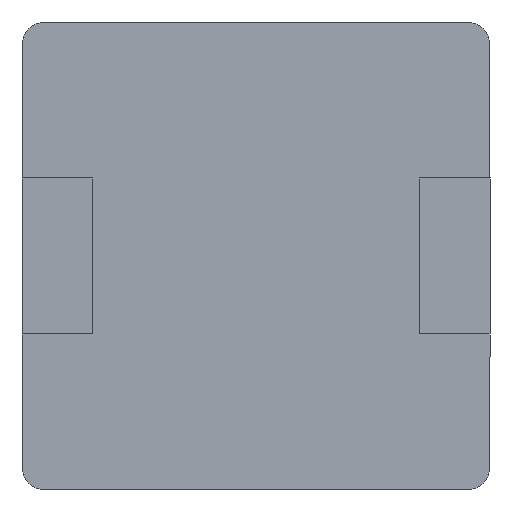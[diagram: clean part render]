
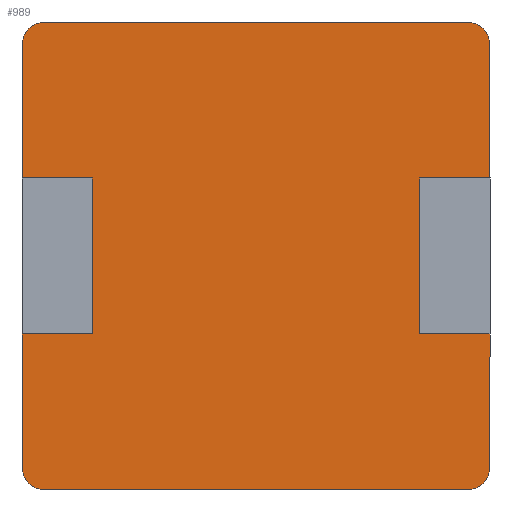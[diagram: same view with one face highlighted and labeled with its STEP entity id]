
A CAD part, front view. The second image highlights one B-rep face of the part: STEP entity #989.
In plain terms, the highlighted planar face has unit normal (0, -1, 0).
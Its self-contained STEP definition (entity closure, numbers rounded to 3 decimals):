
#50 = AXIS2_PLACEMENT_3D ( 'NONE', #65, #1397, #225 ) ;
#55 = CARTESIAN_POINT ( 'NONE',  ( 2.7, 0., 3. ) ) ;
#65 = CARTESIAN_POINT ( 'NONE',  ( 2.7, 0., 2.7 ) ) ;
#70 = LINE ( 'NONE', #2032, #118 ) ;
#118 = VECTOR ( 'NONE', #189, 1000. ) ;
#133 = DIRECTION ( 'NONE',  ( 0., 0., 1. ) ) ;
#134 = EDGE_CURVE ( 'NONE', #1199, #1650, #204, .T. ) ;
#141 = ORIENTED_EDGE ( 'NONE', *, *, #666, .F. ) ;
#145 = DIRECTION ( 'NONE',  ( 1., 0., 0. ) ) ;
#154 = AXIS2_PLACEMENT_3D ( 'NONE', #178, #1164, #994 ) ;
#178 = CARTESIAN_POINT ( 'NONE',  ( -2.7, 0., 2.7 ) ) ;
#188 = ORIENTED_EDGE ( 'NONE', *, *, #432, .T. ) ;
#189 = DIRECTION ( 'NONE',  ( 0., 0., -1. ) ) ;
#204 = LINE ( 'NONE', #942, #636 ) ;
#225 = DIRECTION ( 'NONE',  ( 0., 0., -1. ) ) ;
#268 = FACE_OUTER_BOUND ( 'NONE', #1638, .T. ) ;
#277 = VECTOR ( 'NONE', #850, 1000. ) ;
#293 = DIRECTION ( 'NONE',  ( 0., 0., 1. ) ) ;
#300 = CARTESIAN_POINT ( 'NONE',  ( -2.7, 0., -3. ) ) ;
#322 = CIRCLE ( 'NONE', #829, 0.3 ) ;
#331 = VECTOR ( 'NONE', #948, 1000. ) ;
#371 = CARTESIAN_POINT ( 'NONE',  ( -2.1, 0., -1. ) ) ;
#373 = CARTESIAN_POINT ( 'NONE',  ( -3., 0., -3. ) ) ;
#411 = VECTOR ( 'NONE', #133, 1000. ) ;
#421 = CARTESIAN_POINT ( 'NONE',  ( -2.7, 0., 3. ) ) ;
#432 = EDGE_CURVE ( 'NONE', #2094, #1650, #1518, .T. ) ;
#451 = CARTESIAN_POINT ( 'NONE',  ( -3., 0., 3. ) ) ;
#453 = ORIENTED_EDGE ( 'NONE', *, *, #1722, .F. ) ;
#474 = ORIENTED_EDGE ( 'NONE', *, *, #1581, .F. ) ;
#476 = CARTESIAN_POINT ( 'NONE',  ( -3., 0., -2.7 ) ) ;
#479 = VERTEX_POINT ( 'NONE', #665 ) ;
#487 = VECTOR ( 'NONE', #1118, 1000. ) ;
#504 = DIRECTION ( 'NONE',  ( -1., 0., 0. ) ) ;
#512 = CARTESIAN_POINT ( 'NONE',  ( -3., 0., 2.7 ) ) ;
#559 = LINE ( 'NONE', #451, #1673 ) ;
#603 = DIRECTION ( 'NONE',  ( 1., 0., 0. ) ) ;
#620 = DIRECTION ( 'NONE',  ( 0., -1., 0. ) ) ;
#621 = CARTESIAN_POINT ( 'NONE',  ( -3., 0., -3. ) ) ;
#636 = VECTOR ( 'NONE', #293, 1000. ) ;
#639 = ORIENTED_EDGE ( 'NONE', *, *, #1534, .F. ) ;
#647 = DIRECTION ( 'NONE',  ( 0., 0., -1. ) ) ;
#665 = CARTESIAN_POINT ( 'NONE',  ( 3., 0., 2.7 ) ) ;
#666 = EDGE_CURVE ( 'NONE', #479, #1587, #1366, .T. ) ;
#679 = EDGE_CURVE ( 'NONE', #1189, #848, #1996, .T. ) ;
#687 = VERTEX_POINT ( 'NONE', #1951 ) ;
#719 = EDGE_CURVE ( 'NONE', #1778, #1678, #833, .T. ) ;
#720 = AXIS2_PLACEMENT_3D ( 'NONE', #2044, #1363, #864 ) ;
#735 = CARTESIAN_POINT ( 'NONE',  ( 3., 0., -2.7 ) ) ;
#757 = EDGE_CURVE ( 'NONE', #2094, #1458, #559, .T. ) ;
#778 = VECTOR ( 'NONE', #504, 1000. ) ;
#805 = CARTESIAN_POINT ( 'NONE',  ( 2.7, 0., -2.7 ) ) ;
#818 = ORIENTED_EDGE ( 'NONE', *, *, #719, .F. ) ;
#829 = AXIS2_PLACEMENT_3D ( 'NONE', #805, #1821, #647 ) ;
#833 = LINE ( 'NONE', #1611, #411 ) ;
#842 = CARTESIAN_POINT ( 'NONE',  ( 3., 0., 1. ) ) ;
#843 = VERTEX_POINT ( 'NONE', #2071 ) ;
#848 = VERTEX_POINT ( 'NONE', #300 ) ;
#850 = DIRECTION ( 'NONE',  ( 0., 0., 1. ) ) ;
#864 = DIRECTION ( 'NONE',  ( 0., 0., -1. ) ) ;
#869 = EDGE_CURVE ( 'NONE', #1740, #687, #1510, .T. ) ;
#942 = CARTESIAN_POINT ( 'NONE',  ( -3., 0., 3. ) ) ;
#948 = DIRECTION ( 'NONE',  ( -1., 0., 0. ) ) ;
#989 = ADVANCED_FACE ( 'NONE', ( #268 ), #1377, .T. ) ;
#994 = DIRECTION ( 'NONE',  ( 0., 0., -1. ) ) ;
#1000 = LINE ( 'NONE', #621, #1135 ) ;
#1041 = ORIENTED_EDGE ( 'NONE', *, *, #1122, .T. ) ;
#1061 = VECTOR ( 'NONE', #145, 1000. ) ;
#1108 = DIRECTION ( 'NONE',  ( 0., 0., -1. ) ) ;
#1118 = DIRECTION ( 'NONE',  ( 0., 0., -1. ) ) ;
#1122 = EDGE_CURVE ( 'NONE', #1297, #2049, #322, .T. ) ;
#1135 = VECTOR ( 'NONE', #2119, 1000. ) ;
#1159 = CARTESIAN_POINT ( 'NONE',  ( -2.1, 0., 1. ) ) ;
#1164 = DIRECTION ( 'NONE',  ( 0., -1., 0. ) ) ;
#1189 = VERTEX_POINT ( 'NONE', #476 ) ;
#1199 = VERTEX_POINT ( 'NONE', #1954 ) ;
#1221 = CARTESIAN_POINT ( 'NONE',  ( 3., 0., -1. ) ) ;
#1227 = CIRCLE ( 'NONE', #50, 0.3 ) ;
#1237 = AXIS2_PLACEMENT_3D ( 'NONE', #1789, #620, #1615 ) ;
#1240 = EDGE_CURVE ( 'NONE', #1297, #848, #1000, .T. ) ;
#1254 = EDGE_CURVE ( 'NONE', #2024, #1740, #1400, .T. ) ;
#1265 = VECTOR ( 'NONE', #1108, 1000. ) ;
#1297 = VERTEX_POINT ( 'NONE', #1949 ) ;
#1298 = CARTESIAN_POINT ( 'NONE',  ( 2.1, 0., -1. ) ) ;
#1304 = CARTESIAN_POINT ( 'NONE',  ( -2.1, 0., 1. ) ) ;
#1338 = LINE ( 'NONE', #373, #277 ) ;
#1363 = DIRECTION ( 'NONE',  ( 0., -1., 0. ) ) ;
#1366 = LINE ( 'NONE', #1631, #487 ) ;
#1377 = PLANE ( 'NONE',  #720 ) ;
#1397 = DIRECTION ( 'NONE',  ( 0., -1., 0. ) ) ;
#1400 = LINE ( 'NONE', #1453, #1265 ) ;
#1429 = ORIENTED_EDGE ( 'NONE', *, *, #1240, .F. ) ;
#1439 = ORIENTED_EDGE ( 'NONE', *, *, #134, .F. ) ;
#1445 = ORIENTED_EDGE ( 'NONE', *, *, #1254, .F. ) ;
#1453 = CARTESIAN_POINT ( 'NONE',  ( 2.1, 0., -1. ) ) ;
#1458 = VERTEX_POINT ( 'NONE', #55 ) ;
#1462 = EDGE_CURVE ( 'NONE', #479, #1458, #1227, .T. ) ;
#1510 = LINE ( 'NONE', #1221, #1061 ) ;
#1518 = CIRCLE ( 'NONE', #154, 0.3 ) ;
#1519 = CARTESIAN_POINT ( 'NONE',  ( 2.1, 0., 1. ) ) ;
#1534 = EDGE_CURVE ( 'NONE', #687, #2049, #70, .T. ) ;
#1553 = ORIENTED_EDGE ( 'NONE', *, *, #1878, .F. ) ;
#1581 = EDGE_CURVE ( 'NONE', #1189, #843, #1338, .T. ) ;
#1587 = VERTEX_POINT ( 'NONE', #842 ) ;
#1611 = CARTESIAN_POINT ( 'NONE',  ( -2.1, 0., -1. ) ) ;
#1615 = DIRECTION ( 'NONE',  ( 0., 0., -1. ) ) ;
#1616 = ORIENTED_EDGE ( 'NONE', *, *, #1462, .T. ) ;
#1631 = CARTESIAN_POINT ( 'NONE',  ( 3., 0., 3. ) ) ;
#1638 = EDGE_LOOP ( 'NONE', ( #474, #1803, #1429, #1041, #639, #1750, #1445, #2158, #141, #1616, #2114, #188, #1439, #453, #818, #1553 ) ) ;
#1649 = DIRECTION ( 'NONE',  ( 1., 0., 0. ) ) ;
#1650 = VERTEX_POINT ( 'NONE', #512 ) ;
#1662 = EDGE_CURVE ( 'NONE', #1587, #2024, #2154, .T. ) ;
#1673 = VECTOR ( 'NONE', #603, 1000. ) ;
#1678 = VERTEX_POINT ( 'NONE', #1159 ) ;
#1722 = EDGE_CURVE ( 'NONE', #1678, #1199, #1752, .T. ) ;
#1740 = VERTEX_POINT ( 'NONE', #1298 ) ;
#1750 = ORIENTED_EDGE ( 'NONE', *, *, #869, .F. ) ;
#1752 = LINE ( 'NONE', #1304, #331 ) ;
#1778 = VERTEX_POINT ( 'NONE', #371 ) ;
#1789 = CARTESIAN_POINT ( 'NONE',  ( -2.7, 0., -2.7 ) ) ;
#1803 = ORIENTED_EDGE ( 'NONE', *, *, #679, .T. ) ;
#1821 = DIRECTION ( 'NONE',  ( 0., -1., 0. ) ) ;
#1834 = LINE ( 'NONE', #1973, #1888 ) ;
#1878 = EDGE_CURVE ( 'NONE', #843, #1778, #1834, .T. ) ;
#1888 = VECTOR ( 'NONE', #1649, 1000. ) ;
#1907 = CARTESIAN_POINT ( 'NONE',  ( 2.1, 0., 1. ) ) ;
#1949 = CARTESIAN_POINT ( 'NONE',  ( 2.7, 0., -3. ) ) ;
#1951 = CARTESIAN_POINT ( 'NONE',  ( 3., 0., -1. ) ) ;
#1954 = CARTESIAN_POINT ( 'NONE',  ( -3., 0., 1. ) ) ;
#1973 = CARTESIAN_POINT ( 'NONE',  ( -2.1, 0., -1. ) ) ;
#1996 = CIRCLE ( 'NONE', #1237, 0.3 ) ;
#2024 = VERTEX_POINT ( 'NONE', #1907 ) ;
#2032 = CARTESIAN_POINT ( 'NONE',  ( 3., 0., -3. ) ) ;
#2044 = CARTESIAN_POINT ( 'NONE',  ( 3., 0., -1. ) ) ;
#2049 = VERTEX_POINT ( 'NONE', #735 ) ;
#2071 = CARTESIAN_POINT ( 'NONE',  ( -3., 0., -1. ) ) ;
#2094 = VERTEX_POINT ( 'NONE', #421 ) ;
#2114 = ORIENTED_EDGE ( 'NONE', *, *, #757, .F. ) ;
#2119 = DIRECTION ( 'NONE',  ( -1., 0., 0. ) ) ;
#2154 = LINE ( 'NONE', #1519, #778 ) ;
#2158 = ORIENTED_EDGE ( 'NONE', *, *, #1662, .F. ) ;
